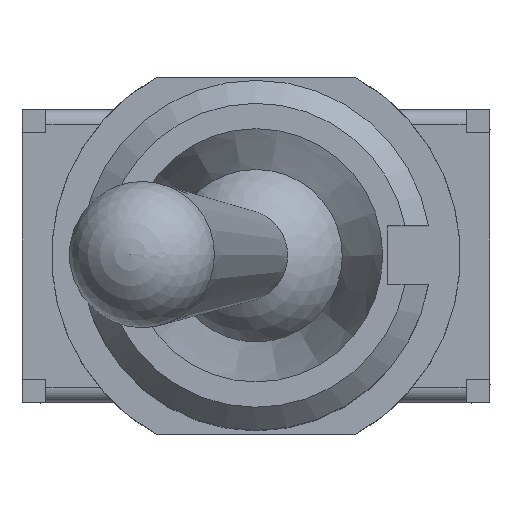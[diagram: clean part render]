
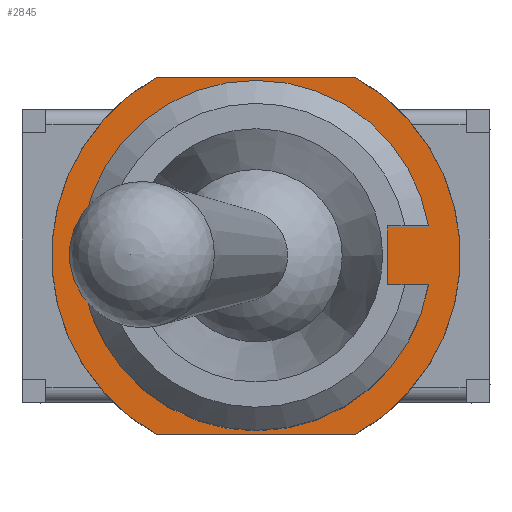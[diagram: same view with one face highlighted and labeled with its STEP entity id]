
A CAD part, top view. The second image highlights one B-rep face of the part: STEP entity #2845.
In plain terms, the highlighted planar face has unit normal (0, 0, 1).
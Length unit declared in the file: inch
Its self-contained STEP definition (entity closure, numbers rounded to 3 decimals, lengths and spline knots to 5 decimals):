
#15=FACE_BOUND('',#399,.T.);
#142=CIRCLE('',#3047,0.11969);
#143=CIRCLE('',#3049,0.13976);
#145=CIRCLE('',#3053,0.13976);
#243=FACE_OUTER_BOUND('',#398,.T.);
#398=EDGE_LOOP('',(#2187,#2188,#2189,#2190));
#399=EDGE_LOOP('',(#2191,#2192,#2193,#2194));
#585=LINE('',#4906,#900);
#588=LINE('',#4912,#903);
#590=LINE('',#4915,#905);
#593=LINE('',#4927,#908);
#596=LINE('',#4935,#911);
#900=VECTOR('',#3449,0.3937);
#903=VECTOR('',#3454,0.3937);
#905=VECTOR('',#3458,0.3937);
#908=VECTOR('',#3473,0.3937);
#911=VECTOR('',#3484,0.3937);
#1240=VERTEX_POINT('',#4903);
#1241=VERTEX_POINT('',#4905);
#1242=VERTEX_POINT('',#4909);
#1243=VERTEX_POINT('',#4911);
#1244=VERTEX_POINT('',#4919);
#1245=VERTEX_POINT('',#4920);
#1246=VERTEX_POINT('',#4926);
#1247=VERTEX_POINT('',#4930);
#1570=EDGE_CURVE('',#1241,#1240,#585,.T.);
#1573=EDGE_CURVE('',#1243,#1242,#588,.T.);
#1575=EDGE_CURVE('',#1242,#1241,#590,.T.);
#1576=EDGE_CURVE('',#1240,#1243,#142,.T.);
#1577=EDGE_CURVE('',#1244,#1245,#143,.T.);
#1581=EDGE_CURVE('',#1245,#1246,#593,.T.);
#1583=EDGE_CURVE('',#1246,#1247,#145,.T.);
#1586=EDGE_CURVE('',#1247,#1244,#596,.T.);
#2187=ORIENTED_EDGE('',*,*,#1577,.F.);
#2188=ORIENTED_EDGE('',*,*,#1586,.F.);
#2189=ORIENTED_EDGE('',*,*,#1583,.F.);
#2190=ORIENTED_EDGE('',*,*,#1581,.F.);
#2191=ORIENTED_EDGE('',*,*,#1573,.T.);
#2192=ORIENTED_EDGE('',*,*,#1575,.T.);
#2193=ORIENTED_EDGE('',*,*,#1570,.T.);
#2194=ORIENTED_EDGE('',*,*,#1576,.T.);
#2701=PLANE('',#3056);
#2845=ADVANCED_FACE('',(#243,#15),#2701,.T.);
#3047=AXIS2_PLACEMENT_3D('',#4917,#3461,#3462);
#3049=AXIS2_PLACEMENT_3D('',#4921,#3465,#3466);
#3053=AXIS2_PLACEMENT_3D('',#4931,#3477,#3478);
#3056=AXIS2_PLACEMENT_3D('',#4936,#3485,#3486);
#3449=DIRECTION('',(1.,0.,0.));
#3454=DIRECTION('',(-1.,0.,0.));
#3458=DIRECTION('',(0.,-1.,0.));
#3461=DIRECTION('center_axis',(0.,0.,
-1.));
#3462=DIRECTION('ref_axis',(-0.986,-0.168,0.));
#3465=DIRECTION('center_axis',(0.,0.,
-1.));
#3466=DIRECTION('ref_axis',(-0.487,0.873,0.));
#3473=DIRECTION('',(-1.,0.,0.));
#3477=DIRECTION('center_axis',(0.,0.,
-1.));
#3478=DIRECTION('ref_axis',(0.487,-0.873,0.));
#3484=DIRECTION('',(1.,0.,0.));
#3485=DIRECTION('center_axis',(0.,0.,
1.));
#3486=DIRECTION('ref_axis',(1.,0.,0.));
#4903=CARTESIAN_POINT('',(0.11799,-0.02008,0.30866));
#4905=CARTESIAN_POINT('',(0.09004,-0.02008,0.30866));
#4906=CARTESIAN_POINT('',(0.04502,-0.02008,0.30866));
#4909=CARTESIAN_POINT('',(0.09004,0.02008,0.30866));
#4911=CARTESIAN_POINT('',(0.11799,0.02008,0.30866));
#4912=CARTESIAN_POINT('',(0.05899,0.02008,0.30866));
#4915=CARTESIAN_POINT('',(0.09004,0.01004,0.30866));
#4917=CARTESIAN_POINT('Origin',(0.,0.,
0.30866));
#4919=CARTESIAN_POINT('',(0.06811,0.12205,0.30866));
#4920=CARTESIAN_POINT('',(0.06811,-0.12205,0.30866));
#4921=CARTESIAN_POINT('Origin',(0.,0.,
0.30866));
#4926=CARTESIAN_POINT('',(-0.06811,-0.12205,0.30866));
#4927=CARTESIAN_POINT('',(0.06811,-0.12205,0.30866));
#4930=CARTESIAN_POINT('',(-0.06811,0.12205,0.30866));
#4931=CARTESIAN_POINT('Origin',(0.,0.,
0.30866));
#4935=CARTESIAN_POINT('',(-0.06811,0.12205,0.30866));
#4936=CARTESIAN_POINT('Origin',(0.,0.,
0.30866));
